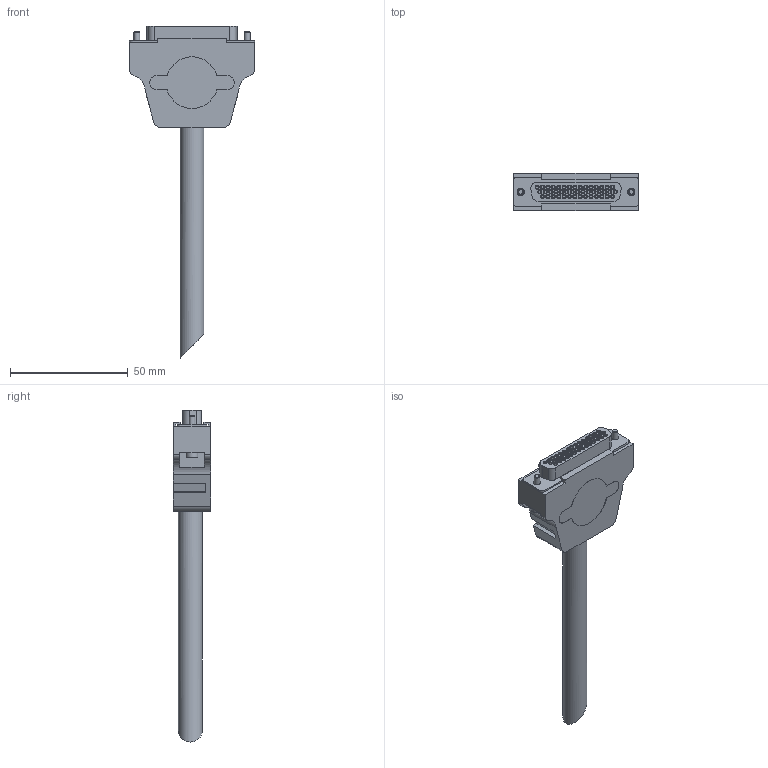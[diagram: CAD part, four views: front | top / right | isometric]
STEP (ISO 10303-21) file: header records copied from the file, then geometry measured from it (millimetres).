
FILE_DESCRIPTION(/* description */ ('STEP AP214'),/* implementation_level */ '2;1');
FILE_NAME(/* name */ '575114_NEBV-S1G44-K-5-N-LE44-S6',/* time_stamp */ '2024-09-12T20:38:06+02:00',/* author */ ('License CC BY-ND 4.0'),/* organization */ ('CADENAS'),/* preprocessor_version */ 'ST-DEVELOPER v19.3',/* originating_system */ 'PARTsolutions',/* authorisation */ ' ');
FILE_SCHEMA (('AUTOMOTIVE_DESIGN {1 0 10303 214 3 1 1}'));
Length unit declared in the file: millimetre
Products named in the file (1): 575114 NEBV-S1G44-K-5-N-LE44-S6
Bounding box: 53.2 x 15.8 x 141.25 mm (x, y, z)
Volume: 34023.9 mm3; surface area: 11498.2 mm2
Topology: 1 solids, 1 shells, 255 faces, 557 edges, 354 vertices
Faces by surface type: plane 134, cylinder 75, cone 46
Full cylindrical faces by diameter (mm): 1.2 x44, 2.5 x2, 3.1 x2, 5 x2, 10.2 x1
Entity records: 8263 total; most frequent: DIRECTION 1178, CARTESIAN_POINT 1062, ORIENTED_EDGE 912, AXIS2_PLACEMENT_3D 466, EDGE_CURVE 456, EDGE_LOOP 406, FACE_BOUND 406, VERTEX_POINT 350
